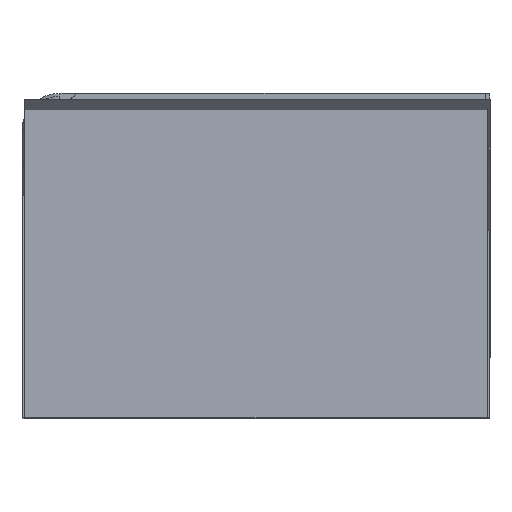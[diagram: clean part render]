
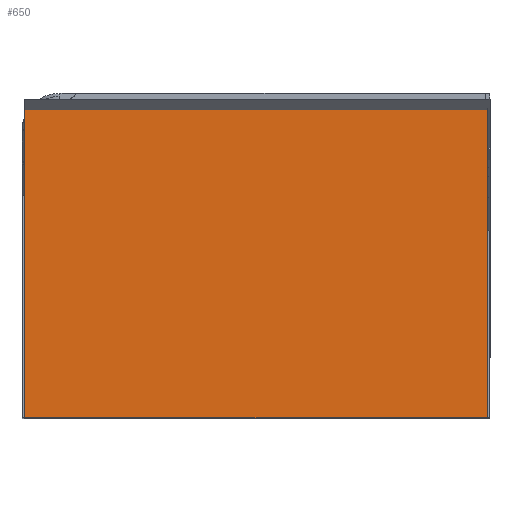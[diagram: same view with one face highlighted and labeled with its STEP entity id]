
A CAD part, top view. The second image highlights one B-rep face of the part: STEP entity #650.
In plain terms, the highlighted planar face has unit normal (0, 0, 1).
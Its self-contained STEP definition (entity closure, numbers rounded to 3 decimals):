
#383=FACE_OUTER_BOUND('',#946,.T.);
#650=ADVANCED_FACE('',(#383),#783,.T.);
#783=PLANE('',#3570);
#946=EDGE_LOOP('',(#1578,#1579,#1580,#1581));
#1578=ORIENTED_EDGE('',*,*,#2598,.F.);
#1579=ORIENTED_EDGE('',*,*,#2599,.F.);
#1580=ORIENTED_EDGE('',*,*,#2600,.F.);
#1581=ORIENTED_EDGE('',*,*,#2601,.F.);
#2199=VERTEX_POINT('',#5780);
#2200=VERTEX_POINT('',#5781);
#2201=VERTEX_POINT('',#5783);
#2202=VERTEX_POINT('',#5785);
#2598=EDGE_CURVE('',#2199,#2200,#2973,.T.);
#2599=EDGE_CURVE('',#2201,#2199,#2974,.T.);
#2600=EDGE_CURVE('',#2202,#2201,#2975,.T.);
#2601=EDGE_CURVE('',#2200,#2202,#2976,.T.);
#2973=LINE('',#5779,#3275);
#2974=LINE('',#5782,#3276);
#2975=LINE('',#5784,#3277);
#2976=LINE('',#5786,#3278);
#3275=VECTOR('',#4087,1.);
#3276=VECTOR('',#4088,1.);
#3277=VECTOR('',#4089,1.);
#3278=VECTOR('',#4090,1.);
#3570=AXIS2_PLACEMENT_3D('',#5787,#4091,#4092);
#4087=DIRECTION('',(-1.,0.,0.));
#4088=DIRECTION('',(0.,-1.,0.));
#4089=DIRECTION('',(1.,0.,0.));
#4090=DIRECTION('',(0.,1.,0.));
#4091=DIRECTION('',(0.,0.,1.));
#4092=DIRECTION('',(1.,0.,0.));
#5779=CARTESIAN_POINT('',(-78.566,-108.232,192.916));
#5780=CARTESIAN_POINT('',(0.,-108.232,192.916));
#5781=CARTESIAN_POINT('',(-157.133,-108.232,192.916));
#5782=CARTESIAN_POINT('',(0.,-54.116,192.916));
#5783=CARTESIAN_POINT('',(0.,0.,192.916));
#5784=CARTESIAN_POINT('',(-78.566,0.,192.916));
#5785=CARTESIAN_POINT('',(-157.133,0.,192.916));
#5786=CARTESIAN_POINT('',(-157.133,-54.116,192.916));
#5787=CARTESIAN_POINT('',(-78.566,-54.116,192.916));
